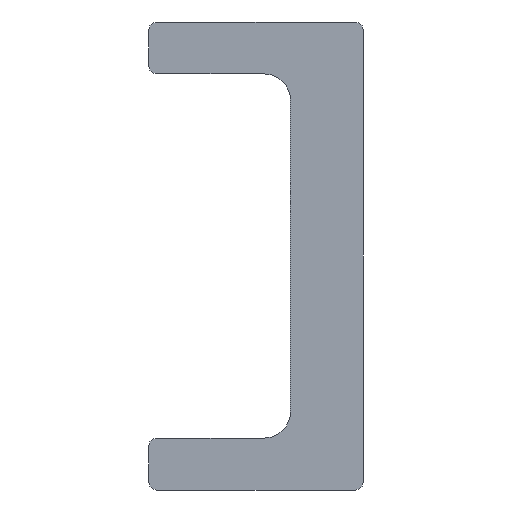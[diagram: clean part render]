
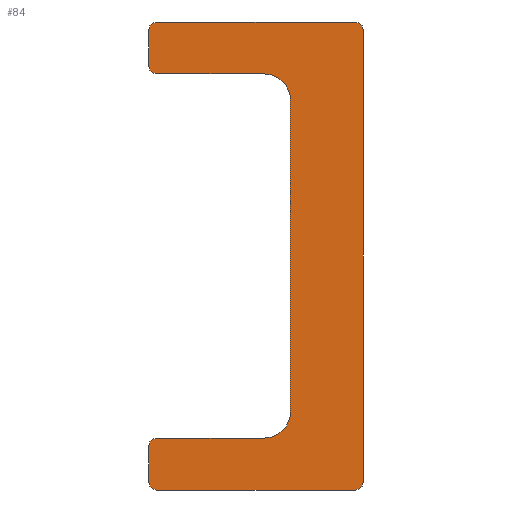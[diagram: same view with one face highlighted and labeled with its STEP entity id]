
A CAD part, front view. The second image highlights one B-rep face of the part: STEP entity #84.
In plain terms, the highlighted planar face has unit normal (0, -1, 0).
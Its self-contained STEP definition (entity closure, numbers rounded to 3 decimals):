
#84 = ADVANCED_FACE( '', ( #187 ), #188, .F. );
#187 = FACE_OUTER_BOUND( '', #298, .T. );
#188 = PLANE( '', #299 );
#298 = EDGE_LOOP( '', ( #471, #472, #473, #474, #475, #476, #477, #478, #479, #480, #481, #482, #483, #484, #485, #486 ) );
#299 = AXIS2_PLACEMENT_3D( '', #487, #488, #489 );
#471 = ORIENTED_EDGE( '', *, *, #621, .F. );
#472 = ORIENTED_EDGE( '', *, *, #645, .T. );
#473 = ORIENTED_EDGE( '', *, *, #647, .F. );
#474 = ORIENTED_EDGE( '', *, *, #603, .T. );
#475 = ORIENTED_EDGE( '', *, *, #648, .F. );
#476 = ORIENTED_EDGE( '', *, *, #649, .T. );
#477 = ORIENTED_EDGE( '', *, *, #650, .F. );
#478 = ORIENTED_EDGE( '', *, *, #640, .T. );
#479 = ORIENTED_EDGE( '', *, *, #636, .F. );
#480 = ORIENTED_EDGE( '', *, *, #607, .T. );
#481 = ORIENTED_EDGE( '', *, *, #587, .F. );
#482 = ORIENTED_EDGE( '', *, *, #612, .T. );
#483 = ORIENTED_EDGE( '', *, *, #615, .F. );
#484 = ORIENTED_EDGE( '', *, *, #581, .T. );
#485 = ORIENTED_EDGE( '', *, *, #629, .F. );
#486 = ORIENTED_EDGE( '', *, *, #625, .T. );
#487 = CARTESIAN_POINT( '', ( -4.125, 0., 9. ) );
#488 = DIRECTION( '', ( 0., 1., 0. ) );
#489 = DIRECTION( '', ( 0., 0., 1. ) );
#581 = EDGE_CURVE( '', #675, #673, #676, .F. );
#587 = EDGE_CURVE( '', #684, #685, #686, .T. );
#603 = EDGE_CURVE( '', #713, #711, #714, .F. );
#607 = EDGE_CURVE( '', #719, #685, #720, .T. );
#612 = EDGE_CURVE( '', #684, #725, #727, .F. );
#615 = EDGE_CURVE( '', #675, #725, #730, .T. );
#621 = EDGE_CURVE( '', #739, #741, #742, .T. );
#625 = EDGE_CURVE( '', #747, #741, #748, .F. );
#629 = EDGE_CURVE( '', #747, #673, #752, .T. );
#636 = EDGE_CURVE( '', #719, #764, #765, .T. );
#640 = EDGE_CURVE( '', #770, #764, #771, .T. );
#645 = EDGE_CURVE( '', #739, #776, #778, .F. );
#647 = EDGE_CURVE( '', #713, #776, #780, .T. );
#648 = EDGE_CURVE( '', #781, #711, #782, .T. );
#649 = EDGE_CURVE( '', #781, #783, #784, .F. );
#650 = EDGE_CURVE( '', #770, #783, #785, .T. );
#673 = VERTEX_POINT( '', #811 );
#675 = VERTEX_POINT( '', #814 );
#676 = CIRCLE( '', #815, 0.3 );
#684 = VERTEX_POINT( '', #824 );
#685 = VERTEX_POINT( '', #825 );
#686 = LINE( '', #826, #827 );
#711 = VERTEX_POINT( '', #855 );
#713 = VERTEX_POINT( '', #858 );
#714 = CIRCLE( '', #859, 0.3 );
#719 = VERTEX_POINT( '', #865 );
#720 = CIRCLE( '', #866, 1. );
#725 = VERTEX_POINT( '', #872 );
#727 = CIRCLE( '', #875, 0.3 );
#730 = LINE( '', #879, #880 );
#739 = VERTEX_POINT( '', #890 );
#741 = VERTEX_POINT( '', #893 );
#742 = LINE( '', #894, #895 );
#747 = VERTEX_POINT( '', #901 );
#748 = CIRCLE( '', #902, 0.3 );
#752 = LINE( '', #908, #909 );
#764 = VERTEX_POINT( '', #922 );
#765 = LINE( '', #923, #924 );
#770 = VERTEX_POINT( '', #930 );
#771 = CIRCLE( '', #931, 1. );
#776 = VERTEX_POINT( '', #937 );
#778 = CIRCLE( '', #940, 0.3 );
#780 = LINE( '', #942, #943 );
#781 = VERTEX_POINT( '', #944 );
#782 = LINE( '', #945, #946 );
#783 = VERTEX_POINT( '', #947 );
#784 = CIRCLE( '', #948, 0.3 );
#785 = LINE( '', #949, #950 );
#811 = CARTESIAN_POINT( '', ( -3.825, 0., -9. ) );
#814 = CARTESIAN_POINT( '', ( -4.125, 0., -8.7 ) );
#815 = AXIS2_PLACEMENT_3D( '', #981, #982, #983 );
#824 = CARTESIAN_POINT( '', ( -3.825, 0., -7. ) );
#825 = CARTESIAN_POINT( '', ( 0.325, 0., -7. ) );
#826 = CARTESIAN_POINT( '', ( 1.325, 0., -7. ) );
#827 = VECTOR( '', #991, 1000. );
#855 = CARTESIAN_POINT( '', ( -4.125, 0., 8.7 ) );
#858 = CARTESIAN_POINT( '', ( -3.825, 0., 9. ) );
#859 = AXIS2_PLACEMENT_3D( '', #1017, #1018, #1019 );
#865 = CARTESIAN_POINT( '', ( 1.325, 0., -6. ) );
#866 = AXIS2_PLACEMENT_3D( '', #1024, #1025, #1026 );
#872 = CARTESIAN_POINT( '', ( -4.125, 0., -7.3 ) );
#875 = AXIS2_PLACEMENT_3D( '', #1032, #1033, #1034 );
#879 = CARTESIAN_POINT( '', ( -4.125, 0., -9. ) );
#880 = VECTOR( '', #1036, 1000. );
#890 = CARTESIAN_POINT( '', ( 4.125, 0., 8.7 ) );
#893 = CARTESIAN_POINT( '', ( 4.125, 0., -8.7 ) );
#894 = CARTESIAN_POINT( '', ( 4.125, 0., 9. ) );
#895 = VECTOR( '', #1045, 1000. );
#901 = CARTESIAN_POINT( '', ( 3.825, 0., -9. ) );
#902 = AXIS2_PLACEMENT_3D( '', #1050, #1051, #1052 );
#908 = CARTESIAN_POINT( '', ( 4.125, 0., -9. ) );
#909 = VECTOR( '', #1055, 1000. );
#922 = CARTESIAN_POINT( '', ( 1.325, 0., 6. ) );
#923 = CARTESIAN_POINT( '', ( 1.325, 0., 7. ) );
#924 = VECTOR( '', #1069, 1000. );
#930 = CARTESIAN_POINT( '', ( 0.325, 0., 7. ) );
#931 = AXIS2_PLACEMENT_3D( '', #1074, #1075, #1076 );
#937 = CARTESIAN_POINT( '', ( 3.825, 0., 9. ) );
#940 = AXIS2_PLACEMENT_3D( '', #1082, #1083, #1084 );
#942 = CARTESIAN_POINT( '', ( -4.125, 0., 9. ) );
#943 = VECTOR( '', #1085, 1000. );
#944 = CARTESIAN_POINT( '', ( -4.125, 0., 7.3 ) );
#945 = CARTESIAN_POINT( '', ( -4.125, 0., -9. ) );
#946 = VECTOR( '', #1086, 1000. );
#947 = CARTESIAN_POINT( '', ( -3.825, 0., 7. ) );
#948 = AXIS2_PLACEMENT_3D( '', #1087, #1088, #1089 );
#949 = CARTESIAN_POINT( '', ( -4.125, 0., 7. ) );
#950 = VECTOR( '', #1090, 1000. );
#981 = CARTESIAN_POINT( '', ( -3.825, 0., -8.7 ) );
#982 = DIRECTION( '', ( 0., 1., 0. ) );
#983 = DIRECTION( '', ( 0., 0., 1. ) );
#991 = DIRECTION( '', ( 1., 0., 0. ) );
#1017 = CARTESIAN_POINT( '', ( -3.825, 0., 8.7 ) );
#1018 = DIRECTION( '', ( 0., 1., 0. ) );
#1019 = DIRECTION( '', ( 0., 0., 1. ) );
#1024 = CARTESIAN_POINT( '', ( 0.325, 0., -6. ) );
#1025 = DIRECTION( '', ( 0., 1., 0. ) );
#1026 = DIRECTION( '', ( 0., 0., 1. ) );
#1032 = CARTESIAN_POINT( '', ( -3.825, 0., -7.3 ) );
#1033 = DIRECTION( '', ( 0., 1., 0. ) );
#1034 = DIRECTION( '', ( 0., 0., 1. ) );
#1036 = DIRECTION( '', ( 0., 0., 1. ) );
#1045 = DIRECTION( '', ( 0., 0., -1. ) );
#1050 = CARTESIAN_POINT( '', ( 3.825, 0., -8.7 ) );
#1051 = DIRECTION( '', ( 0., 1., 0. ) );
#1052 = DIRECTION( '', ( 0., 0., 1. ) );
#1055 = DIRECTION( '', ( -1., 0., 0. ) );
#1069 = DIRECTION( '', ( 0., 0., 1. ) );
#1074 = CARTESIAN_POINT( '', ( 0.325, 0., 6. ) );
#1075 = DIRECTION( '', ( 0., 1., 0. ) );
#1076 = DIRECTION( '', ( 0., 0., 1. ) );
#1082 = CARTESIAN_POINT( '', ( 3.825, 0., 8.7 ) );
#1083 = DIRECTION( '', ( 0., 1., 0. ) );
#1084 = DIRECTION( '', ( 0., 0., 1. ) );
#1085 = DIRECTION( '', ( 1., 0., 0. ) );
#1086 = DIRECTION( '', ( 0., 0., 1. ) );
#1087 = CARTESIAN_POINT( '', ( -3.825, 0., 7.3 ) );
#1088 = DIRECTION( '', ( 0., 1., 0. ) );
#1089 = DIRECTION( '', ( 0., 0., 1. ) );
#1090 = DIRECTION( '', ( -1., 0., 0. ) );
